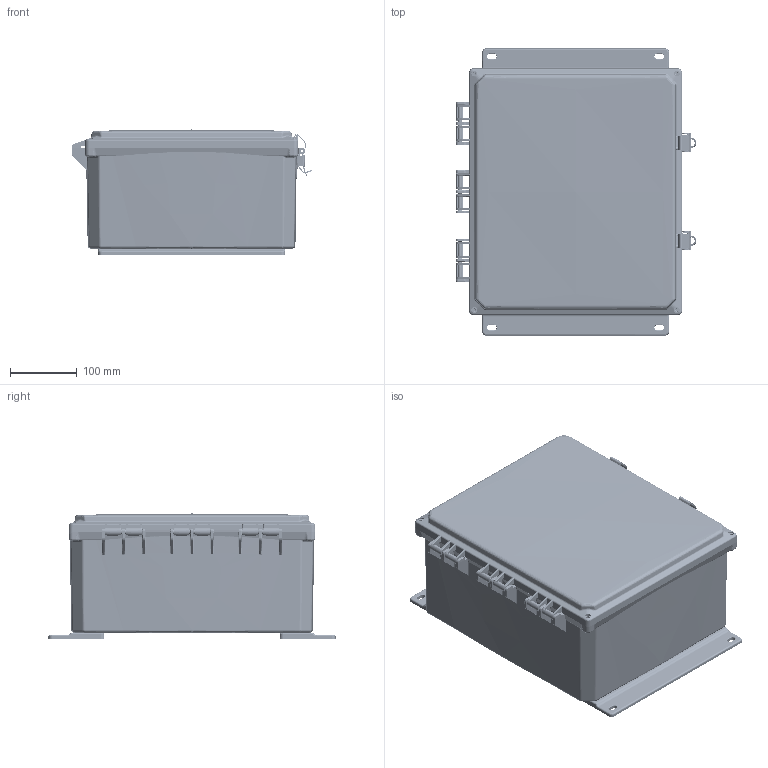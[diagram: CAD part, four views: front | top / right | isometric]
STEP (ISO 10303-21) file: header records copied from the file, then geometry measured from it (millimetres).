
FILE_DESCRIPTION (( 'STEP AP214' ), '1' );
FILE_NAME ('NBWPC141206-KIT01.step', '2020-05-21T13:46:51', ( '' ), ( '' ), 'SwSTEP 2.0', 'SolidWorks 2018', '' );
FILE_SCHEMA (( 'AUTOMOTIVE_DESIGN' ));
Length unit declared in the file: inch
Products named in the file (12): NBWPC141206-KIT01; NBPC141206_Latch; NBPC14-W-LID; NBWPC141206; Integra-Upper Insert; HGX-NPLATE08; XFW-0002; NBPC141206_Box; NBPC141206_12IN-MNT-FLANGE; XFS-0020_91735A827; NBPC141206_box assy; Integra-Bottom Insert
Assembly tree (25 placements, depth 4):
  NBWPC141206-KIT01
    NBWPC141206
      NBPC141206_box assy
        NBPC141206_Box
        NBPC141206_Latch  x2
        Integra-Bottom Insert  x4
        Integra-Upper Insert  x4
      NBPC14-W-LID
      NBPC141206_12IN-MNT-FLANGE  x2
    HGX-NPLATE08
    XFS-0020_91735A827  x4
    XFW-0002  x4
Bounding box: 360.69 x 430.53 x 187.45 mm (x, y, z)
Volume: 3052006.6 mm3; surface area: 1309119.8 mm2
Topology: 27 solids, 27 shells, 5513 faces, 13795 edges, 8110 vertices
Faces by surface type: cylinder 2166, bspline 1537, plane 1233, cone 549, torus 20, sphere 8
Entity records: 204307 total; most frequent: CARTESIAN_POINT 124522, ORIENTED_EDGE 17634, DIRECTION 11261, EDGE_CURVE 8817, VERTEX_POINT 5266, AXIS2_PLACEMENT_3D 4013, EDGE_LOOP 3777, FACE_OUTER_BOUND 3636
